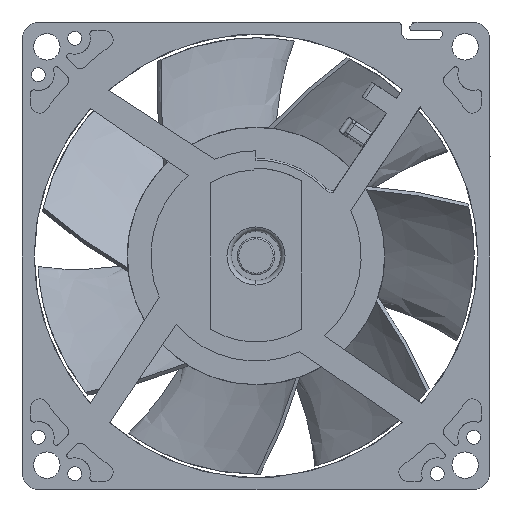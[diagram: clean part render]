
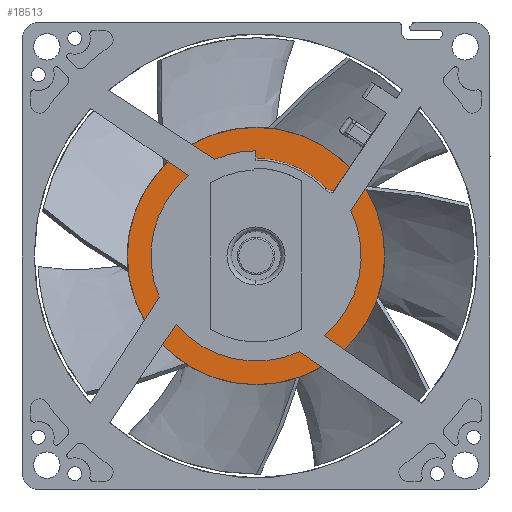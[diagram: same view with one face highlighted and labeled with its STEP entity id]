
A CAD part, front view. The second image highlights one B-rep face of the part: STEP entity #18513.
In plain terms, the highlighted face is planar.
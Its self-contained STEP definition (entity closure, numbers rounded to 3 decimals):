
#17225=CARTESIAN_POINT('',(0.,0.,-17.9));
#17226=DIRECTION('',(0.,0.,1.));
#17227=DIRECTION('',(0.,-1.,0.));
#17228=AXIS2_PLACEMENT_3D('',#17225,#17226,#17227);
#17230=CARTESIAN_POINT('',(0.,0.,-17.9));
#17231=DIRECTION('',(0.,0.,1.));
#17232=DIRECTION('',(0.,1.,0.));
#17233=AXIS2_PLACEMENT_3D('',#17230,#17231,#17232);
#18414=CARTESIAN_POINT('',(0.,-22.,-17.9));
#18415=CARTESIAN_POINT('',(0.,22.,-17.9));
#18416=VERTEX_POINT('',#18414);
#18417=VERTEX_POINT('',#18415);
#18502=CARTESIAN_POINT('',(0.,0.,-17.9));
#18503=DIRECTION('',(0.,0.,1.));
#18504=DIRECTION('',(0.,1.,0.));
#18505=AXIS2_PLACEMENT_3D('',#18502,#18503,#18504);
#18506=PLANE('',#18505);
#18508=ORIENTED_EDGE('',*,*,#18507,.T.);
#18510=ORIENTED_EDGE('',*,*,#18509,.T.);
#18511=EDGE_LOOP('',(#18508,#18510));
#18512=FACE_OUTER_BOUND('',#18511,.F.);
#18513=ADVANCED_FACE('',(#18512),#18506,.F.);
#17229=CIRCLE('',#17228,22.);
#17234=CIRCLE('',#17233,22.);
#18507=EDGE_CURVE('',#18416,#18417,#17229,.T.);
#18509=EDGE_CURVE('',#18417,#18416,#17234,.T.);
